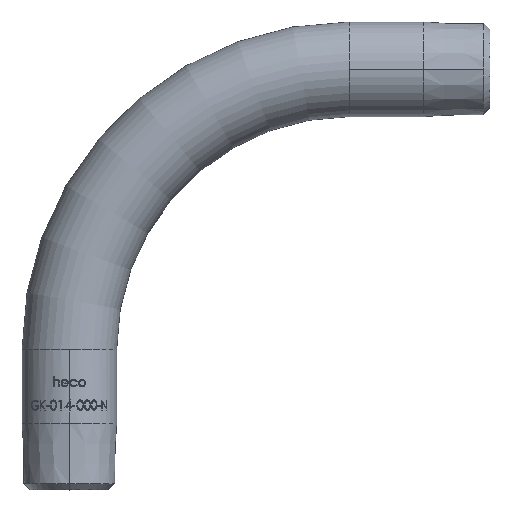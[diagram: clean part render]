
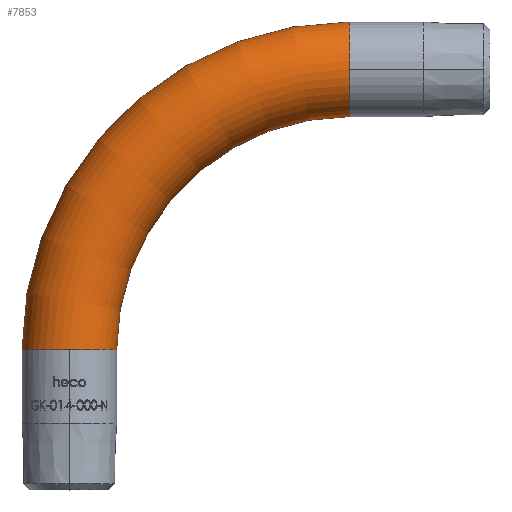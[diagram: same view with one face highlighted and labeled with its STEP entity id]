
A CAD part, top view. The second image highlights one B-rep face of the part: STEP entity #7853.
In plain terms, the highlighted toroidal (fillet/blend) face has major radius 40 mm and minor radius 6.75 mm.
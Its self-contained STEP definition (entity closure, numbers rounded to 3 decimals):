
#281 = DIRECTION ( 'NONE',  ( 0., 0., 1. ) ) ;
#377 = CIRCLE ( 'NONE', #7065, 6.75 ) ;
#874 = ORIENTED_EDGE ( 'NONE', *, *, #3634, .T. ) ;
#1179 = DIRECTION ( 'NONE',  ( 0., -1., 0. ) ) ;
#1931 = DIRECTION ( 'NONE',  ( 0., 0., 1. ) ) ;
#2055 = ORIENTED_EDGE ( 'NONE', *, *, #14380, .F. ) ;
#2452 = ORIENTED_EDGE ( 'NONE', *, *, #15100, .T. ) ;
#2599 = DIRECTION ( 'NONE',  ( 0., 0., 1. ) ) ;
#2758 = DIRECTION ( 'NONE',  ( 0., 0., 1. ) ) ;
#3037 = CIRCLE ( 'NONE', #5405, 33.25 ) ;
#3081 = DIRECTION ( 'NONE',  ( -1., 0., 0. ) ) ;
#3114 = CIRCLE ( 'NONE', #7488, 46.75 ) ;
#3115 = CARTESIAN_POINT ( 'NONE',  ( 40., 0., 0. ) ) ;
#3555 = DIRECTION ( 'NONE',  ( 0., 0., 1. ) ) ;
#3634 = EDGE_CURVE ( 'NONE', #16510, #15442, #3114, .T. ) ;
#3827 = EDGE_LOOP ( 'NONE', ( #17113, #874, #2055, #9463, #6868, #2452 ) ) ;
#4086 = CARTESIAN_POINT ( 'NONE',  ( -6.75, -40., 0. ) ) ;
#4095 = DIRECTION ( 'NONE',  ( 0., -1., 0. ) ) ;
#4189 = VERTEX_POINT ( 'NONE', #6240 ) ;
#4491 = VERTEX_POINT ( 'NONE', #5965 ) ;
#4655 = DIRECTION ( 'NONE',  ( 1., 0., 0. ) ) ;
#5334 = AXIS2_PLACEMENT_3D ( 'NONE', #6391, #2758, #8098 ) ;
#5405 = AXIS2_PLACEMENT_3D ( 'NONE', #16570, #3555, #4655 ) ;
#5965 = CARTESIAN_POINT ( 'NONE',  ( 0., -40., 6.75 ) ) ;
#6075 = VERTEX_POINT ( 'NONE', #15713 ) ;
#6240 = CARTESIAN_POINT ( 'NONE',  ( 40., 0., 6.75 ) ) ;
#6391 = CARTESIAN_POINT ( 'NONE',  ( 40., -40., 0. ) ) ;
#6868 = ORIENTED_EDGE ( 'NONE', *, *, #15708, .F. ) ;
#7065 = AXIS2_PLACEMENT_3D ( 'NONE', #11906, #4095, #2599 ) ;
#7111 = EDGE_CURVE ( 'NONE', #4189, #16510, #13504, .T. ) ;
#7151 = DIRECTION ( 'NONE',  ( -1., 0., 0. ) ) ;
#7488 = AXIS2_PLACEMENT_3D ( 'NONE', #9439, #281, #12079 ) ;
#7848 = AXIS2_PLACEMENT_3D ( 'NONE', #3115, #7151, #9612 ) ;
#7853 = ADVANCED_FACE ( 'NONE', ( #15136 ), #11627, .T. ) ;
#8098 = DIRECTION ( 'NONE',  ( 1., 0., 0. ) ) ;
#8219 = AXIS2_PLACEMENT_3D ( 'NONE', #14390, #1179, #9005 ) ;
#9005 = DIRECTION ( 'NONE',  ( 0., 0., 1. ) ) ;
#9385 = EDGE_CURVE ( 'NONE', #12116, #4491, #13926, .T. ) ;
#9439 = CARTESIAN_POINT ( 'NONE',  ( 40., -40., 0. ) ) ;
#9463 = ORIENTED_EDGE ( 'NONE', *, *, #9385, .F. ) ;
#9612 = DIRECTION ( 'NONE',  ( 0., 0., 1. ) ) ;
#11627 = TOROIDAL_SURFACE ( 'NONE', #5334, 40., 6.75 ) ;
#11906 = CARTESIAN_POINT ( 'NONE',  ( 0., -40., 0. ) ) ;
#12079 = DIRECTION ( 'NONE',  ( 1., 0., 0. ) ) ;
#12116 = VERTEX_POINT ( 'NONE', #16658 ) ;
#12170 = CARTESIAN_POINT ( 'NONE',  ( 40., 6.75, 0. ) ) ;
#12504 = CIRCLE ( 'NONE', #7848, 6.75 ) ;
#13504 = CIRCLE ( 'NONE', #16714, 6.75 ) ;
#13728 = CARTESIAN_POINT ( 'NONE',  ( 40., 0., 0. ) ) ;
#13926 = CIRCLE ( 'NONE', #8219, 6.75 ) ;
#14380 = EDGE_CURVE ( 'NONE', #4491, #15442, #377, .T. ) ;
#14390 = CARTESIAN_POINT ( 'NONE',  ( 0., -40., 0. ) ) ;
#15100 = EDGE_CURVE ( 'NONE', #6075, #4189, #12504, .T. ) ;
#15136 = FACE_OUTER_BOUND ( 'NONE', #3827, .T. ) ;
#15442 = VERTEX_POINT ( 'NONE', #4086 ) ;
#15708 = EDGE_CURVE ( 'NONE', #6075, #12116, #3037, .T. ) ;
#15713 = CARTESIAN_POINT ( 'NONE',  ( 40., -6.75, 0. ) ) ;
#16510 = VERTEX_POINT ( 'NONE', #12170 ) ;
#16570 = CARTESIAN_POINT ( 'NONE',  ( 40., -40., 0. ) ) ;
#16658 = CARTESIAN_POINT ( 'NONE',  ( 6.75, -40., 0. ) ) ;
#16714 = AXIS2_PLACEMENT_3D ( 'NONE', #13728, #3081, #1931 ) ;
#17113 = ORIENTED_EDGE ( 'NONE', *, *, #7111, .T. ) ;
